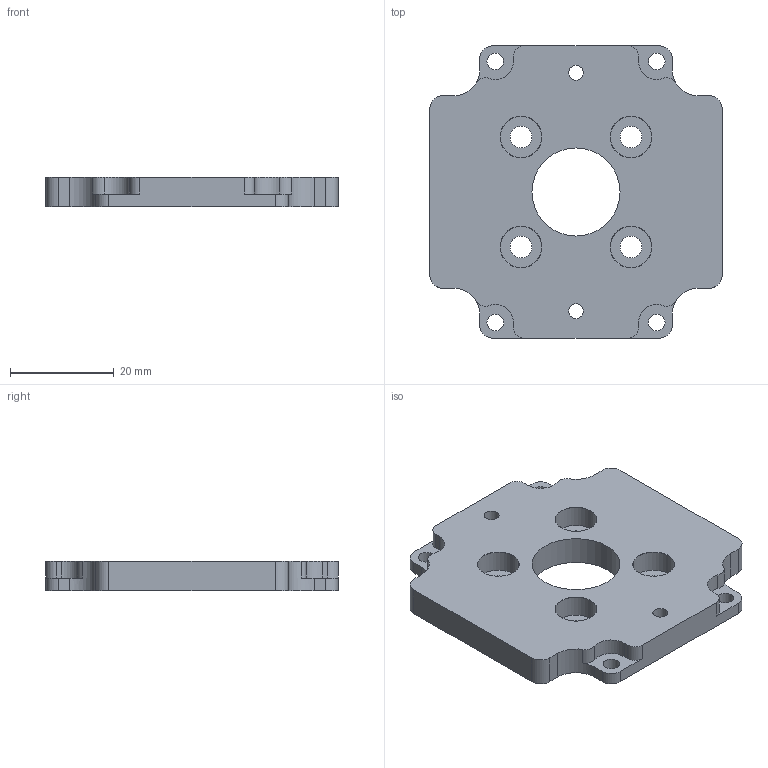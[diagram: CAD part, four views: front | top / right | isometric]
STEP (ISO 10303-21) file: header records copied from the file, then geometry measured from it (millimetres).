
FILE_DESCRIPTION( ( '' ), ' ' );
FILE_NAME( '5a72aeadccce600ecc068663.step', '2018-02-01T06:07:42', ( '' ), ( '' ), ' ', ' ', ' ' );
FILE_SCHEMA( ( 'AUTOMOTIVE_DESIGN { 1 0 10303 214 1 1 1 1 }' ) );
Length unit declared in the file: metre
Products named in the file (1): NEMA23 N5065 Front Plate AMT102
Bounding box: 56.4 x 56.4 x 5.6 mm (x, y, z)
Volume: 12950.4 mm3; surface area: 7135.4 mm2
Topology: 1 solids, 1 shells, 69 faces, 185 edges, 122 vertices
Faces by surface type: cylinder 39, plane 26, cone 4
Full cylindrical faces by diameter (mm): 2.87 x2, 3.2 x4, 4.2 x4, 8 x4, 17 x1
Entity records: 2710 total; most frequent: DIRECTION 392, CARTESIAN_POINT 358, ORIENTED_EDGE 332, EDGE_CURVE 166, AXIS2_PLACEMENT_3D 156, VERTEX_POINT 122, EDGE_LOOP 114, CIRCLE 86
